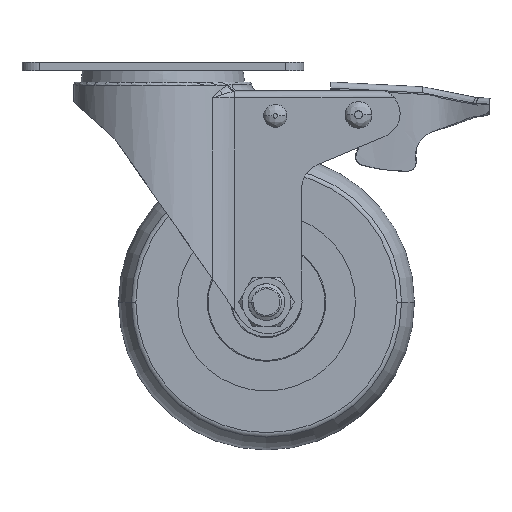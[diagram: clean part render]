
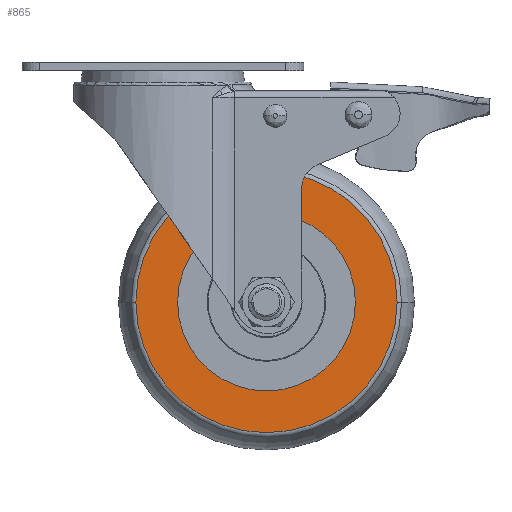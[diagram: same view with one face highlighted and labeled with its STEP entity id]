
A CAD part, front view. The second image highlights one B-rep face of the part: STEP entity #865.
In plain terms, the highlighted planar face has unit normal (0, -1, 0).
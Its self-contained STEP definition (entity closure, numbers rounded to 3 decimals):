
#269=CARTESIAN_POINT('',(0.,-15.,0.));
#270=DIRECTION('',(0.,-1.,0.));
#271=DIRECTION('',(-1.,0.,0.));
#272=AXIS2_PLACEMENT_3D('',#269,#270,#271);
#274=CARTESIAN_POINT('',(0.,-15.,0.));
#275=DIRECTION('',(0.,-1.,0.));
#276=DIRECTION('',(1.,0.,0.));
#277=AXIS2_PLACEMENT_3D('',#274,#275,#276);
#279=CARTESIAN_POINT('',(0.,-15.,0.));
#280=DIRECTION('',(0.,-1.,0.));
#281=DIRECTION('',(-1.,0.,0.));
#282=AXIS2_PLACEMENT_3D('',#279,#280,#281);
#284=CARTESIAN_POINT('',(0.,-15.,0.));
#285=DIRECTION('',(0.,-1.,0.));
#286=DIRECTION('',(1.,0.,0.));
#287=AXIS2_PLACEMENT_3D('',#284,#285,#286);
#411=CARTESIAN_POINT('',(-44.072,-15.,0.));
#412=CARTESIAN_POINT('',(44.072,-15.,0.));
#413=VERTEX_POINT('',#411);
#414=VERTEX_POINT('',#412);
#423=CARTESIAN_POINT('',(-30.,-15.,0.));
#424=CARTESIAN_POINT('',(30.,-15.,0.));
#425=VERTEX_POINT('',#423);
#426=VERTEX_POINT('',#424);
#849=CARTESIAN_POINT('',(0.,-15.,0.));
#850=DIRECTION('',(0.,-1.,0.));
#851=DIRECTION('',(-1.,0.,0.));
#852=AXIS2_PLACEMENT_3D('',#849,#850,#851);
#853=PLANE('',#852);
#855=ORIENTED_EDGE('',*,*,#854,.F.);
#857=ORIENTED_EDGE('',*,*,#856,.F.);
#858=EDGE_LOOP('',(#855,#857));
#859=FACE_OUTER_BOUND('',#858,.F.);
#861=ORIENTED_EDGE('',*,*,#860,.T.);
#862=ORIENTED_EDGE('',*,*,#839,.T.);
#863=EDGE_LOOP('',(#861,#862));
#864=FACE_BOUND('',#863,.F.);
#273=CIRCLE('',#272,30.);
#278=CIRCLE('',#277,30.);
#283=CIRCLE('',#282,44.072);
#288=CIRCLE('',#287,44.072);
#839=EDGE_CURVE('',#426,#425,#278,.T.);
#854=EDGE_CURVE('',#413,#414,#283,.T.);
#856=EDGE_CURVE('',#414,#413,#288,.T.);
#860=EDGE_CURVE('',#425,#426,#273,.T.);
#865=ADVANCED_FACE('',(#859,#864),#853,.T.);
